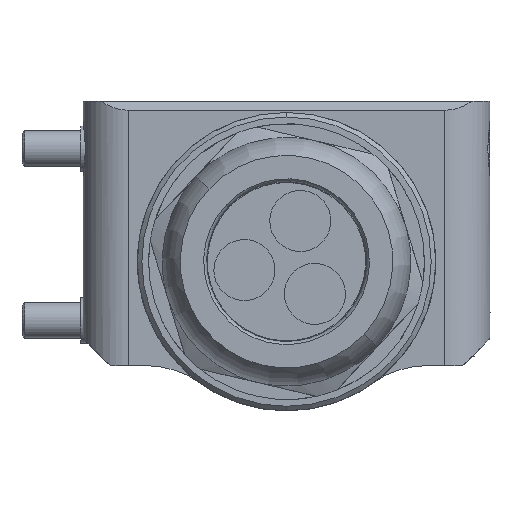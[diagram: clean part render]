
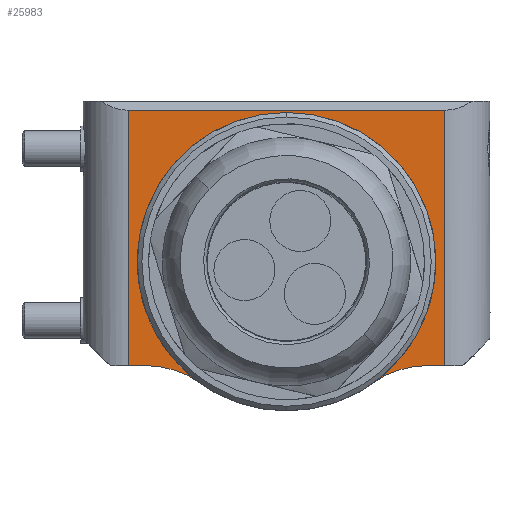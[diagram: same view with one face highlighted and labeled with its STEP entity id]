
A CAD part, left-side view. The second image highlights one B-rep face of the part: STEP entity #25983.
In plain terms, the highlighted planar face has unit normal (-1, 0, 0).
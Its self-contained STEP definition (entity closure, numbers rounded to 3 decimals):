
#150 = DIRECTION ( 'NONE',  ( 0., 0., 1. ) ) ;
#343 = VERTEX_POINT ( 'NONE', #11592 ) ;
#798 = VECTOR ( 'NONE', #10253, 1000. ) ;
#1596 = ORIENTED_EDGE ( 'NONE', *, *, #14067, .T. ) ;
#2191 = CARTESIAN_POINT ( 'NONE',  ( -65., 19.292, -3.774 ) ) ;
#2282 = DIRECTION ( 'NONE',  ( 1., 0., 0. ) ) ;
#2382 = ORIENTED_EDGE ( 'NONE', *, *, #7468, .T. ) ;
#3095 = AXIS2_PLACEMENT_3D ( 'NONE', #31973, #23307, #25662 ) ;
#4376 = CARTESIAN_POINT ( 'NONE',  ( -65., -35., 58.5 ) ) ;
#5092 = CARTESIAN_POINT ( 'NONE',  ( -65., -45., 56.5 ) ) ;
#5308 = VERTEX_POINT ( 'NONE', #27519 ) ;
#5365 = AXIS2_PLACEMENT_3D ( 'NONE', #9430, #24086, #150 ) ;
#5372 = CARTESIAN_POINT ( 'NONE',  ( -65., 35., 56.5 ) ) ;
#5502 = AXIS2_PLACEMENT_3D ( 'NONE', #17071, #2282, #19613 ) ;
#5744 = ORIENTED_EDGE ( 'NONE', *, *, #24378, .T. ) ;
#6875 = EDGE_CURVE ( 'NONE', #25501, #13500, #9399, .T. ) ;
#7404 = LINE ( 'NONE', #12674, #798 ) ;
#7468 = EDGE_CURVE ( 'NONE', #343, #18771, #10119, .T. ) ;
#9399 = LINE ( 'NONE', #5092, #16700 ) ;
#9430 = CARTESIAN_POINT ( 'NONE',  ( -65., 0., 23. ) ) ;
#9967 = CIRCLE ( 'NONE', #32018, 33. ) ;
#10095 = CIRCLE ( 'NONE', #14683, 20. ) ;
#10119 = LINE ( 'NONE', #22352, #22492 ) ;
#10253 = DIRECTION ( 'NONE',  ( 0., -1., 0. ) ) ;
#10548 = LINE ( 'NONE', #30146, #16337 ) ;
#10653 = CARTESIAN_POINT ( 'NONE',  ( -65., 35., 0. ) ) ;
#10874 = CARTESIAN_POINT ( 'NONE',  ( -65., 30.984, -20. ) ) ;
#11062 = ORIENTED_EDGE ( 'NONE', *, *, #15636, .F. ) ;
#11449 = DIRECTION ( 'NONE',  ( 0., 0., 1. ) ) ;
#11592 = CARTESIAN_POINT ( 'NONE',  ( -65., -30.984, 0. ) ) ;
#12053 = ORIENTED_EDGE ( 'NONE', *, *, #16081, .F. ) ;
#12411 = PLANE ( 'NONE',  #3095 ) ;
#12674 = CARTESIAN_POINT ( 'NONE',  ( -65., -45., 0. ) ) ;
#12701 = EDGE_CURVE ( 'NONE', #17417, #5308, #7404, .T. ) ;
#12755 = VERTEX_POINT ( 'NONE', #18818 ) ;
#13500 = VERTEX_POINT ( 'NONE', #5372 ) ;
#13813 = DIRECTION ( 'NONE',  ( 0., 0., -1. ) ) ;
#14067 = EDGE_CURVE ( 'NONE', #18771, #25501, #32056, .T. ) ;
#14683 = AXIS2_PLACEMENT_3D ( 'NONE', #10874, #21313, #13813 ) ;
#15636 = EDGE_CURVE ( 'NONE', #17717, #12755, #9967, .T. ) ;
#16081 = EDGE_CURVE ( 'NONE', #12755, #30758, #27729, .T. ) ;
#16337 = VECTOR ( 'NONE', #23993, 1000. ) ;
#16700 = VECTOR ( 'NONE', #31275, 1000. ) ;
#16997 = CARTESIAN_POINT ( 'NONE',  ( -65., -19.292, -3.774 ) ) ;
#17071 = CARTESIAN_POINT ( 'NONE',  ( -65., -30.984, -20. ) ) ;
#17417 = VERTEX_POINT ( 'NONE', #10653 ) ;
#17717 = VERTEX_POINT ( 'NONE', #16997 ) ;
#18266 = ORIENTED_EDGE ( 'NONE', *, *, #32054, .T. ) ;
#18771 = VERTEX_POINT ( 'NONE', #25547 ) ;
#18818 = CARTESIAN_POINT ( 'NONE',  ( -65., 0., 56. ) ) ;
#18928 = VECTOR ( 'NONE', #25606, 1000. ) ;
#19613 = DIRECTION ( 'NONE',  ( 0., 0., -1. ) ) ;
#20565 = ORIENTED_EDGE ( 'NONE', *, *, #25918, .T. ) ;
#21134 = CARTESIAN_POINT ( 'NONE',  ( -65., 0., 23. ) ) ;
#21313 = DIRECTION ( 'NONE',  ( 1., 0., 0. ) ) ;
#22352 = CARTESIAN_POINT ( 'NONE',  ( -65., -45., 0. ) ) ;
#22492 = VECTOR ( 'NONE', #23406, 1000. ) ;
#23186 = EDGE_LOOP ( 'NONE', ( #11062, #18266, #2382, #1596, #27185, #5744, #24689, #20565, #12053 ) ) ;
#23307 = DIRECTION ( 'NONE',  ( 1., 0., 0. ) ) ;
#23406 = DIRECTION ( 'NONE',  ( 0., -1., 0. ) ) ;
#23993 = DIRECTION ( 'NONE',  ( 0., 0., -1. ) ) ;
#24086 = DIRECTION ( 'NONE',  ( -1., 0., 0. ) ) ;
#24140 = CARTESIAN_POINT ( 'NONE',  ( -65., -35., 56.5 ) ) ;
#24378 = EDGE_CURVE ( 'NONE', #13500, #17417, #10548, .T. ) ;
#24689 = ORIENTED_EDGE ( 'NONE', *, *, #12701, .T. ) ;
#25501 = VERTEX_POINT ( 'NONE', #24140 ) ;
#25547 = CARTESIAN_POINT ( 'NONE',  ( -65., -35., 0. ) ) ;
#25606 = DIRECTION ( 'NONE',  ( 0., 0., 1. ) ) ;
#25621 = CIRCLE ( 'NONE', #5502, 20. ) ;
#25662 = DIRECTION ( 'NONE',  ( 0., 0., -1. ) ) ;
#25918 = EDGE_CURVE ( 'NONE', #5308, #30758, #10095, .T. ) ;
#25983 = ADVANCED_FACE ( 'NONE', ( #28274 ), #12411, .F. ) ;
#26249 = DIRECTION ( 'NONE',  ( -1., 0., 0. ) ) ;
#27185 = ORIENTED_EDGE ( 'NONE', *, *, #6875, .T. ) ;
#27519 = CARTESIAN_POINT ( 'NONE',  ( -65., 30.984, 0. ) ) ;
#27729 = CIRCLE ( 'NONE', #5365, 33. ) ;
#28274 = FACE_OUTER_BOUND ( 'NONE', #23186, .T. ) ;
#30146 = CARTESIAN_POINT ( 'NONE',  ( -65., 35., 58.5 ) ) ;
#30758 = VERTEX_POINT ( 'NONE', #2191 ) ;
#31275 = DIRECTION ( 'NONE',  ( 0., 1., 0. ) ) ;
#31973 = CARTESIAN_POINT ( 'NONE',  ( -65., -45., 58.5 ) ) ;
#32018 = AXIS2_PLACEMENT_3D ( 'NONE', #21134, #26249, #11449 ) ;
#32054 = EDGE_CURVE ( 'NONE', #17717, #343, #25621, .T. ) ;
#32056 = LINE ( 'NONE', #4376, #18928 ) ;
